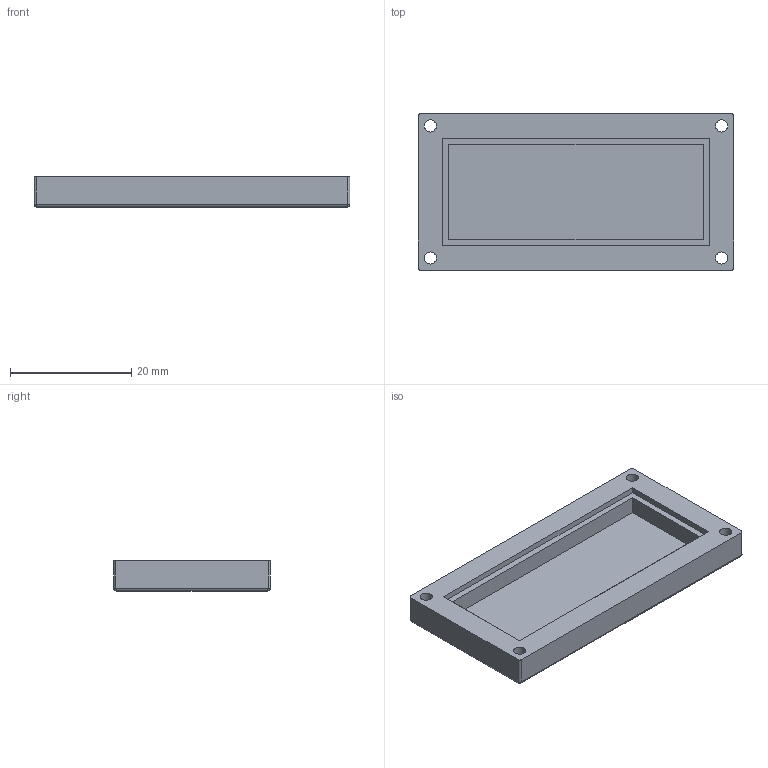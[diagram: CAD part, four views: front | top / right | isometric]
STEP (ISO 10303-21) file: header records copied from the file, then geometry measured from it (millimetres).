
FILE_DESCRIPTION(('FreeCAD Model'),'2;1');
FILE_NAME('lower.step', '2021-02-14T13:10:34',('Author'),(''), 'Open CASCADE STEP processor 7.4','FreeCAD','Unknown');
FILE_SCHEMA(('AUTOMOTIVE_DESIGN { 1 0 10303 214 1 1 1 1 }'));
Length unit declared in the file: millimetre
Products named in the file (1): complete_lower
Bounding box: 52 x 25.75 x 5 mm (x, y, z)
Volume: 3825.4 mm3; surface area: 4022 mm2
Topology: 1 solids, 1 shells, 60 faces, 152 edges, 92 vertices
Faces by surface type: plane 44, cylinder 12, bspline 4
Full cylindrical faces by diameter (mm): 2 x4
Entity records: 4083 total; most frequent: CARTESIAN_POINT 1117, DIRECTION 524, LINE 384, VECTOR 384, ORIENTED_EDGE 296, PCURVE 296, DEFINITIONAL_REPRESENTATION 296, EDGE_CURVE 148
